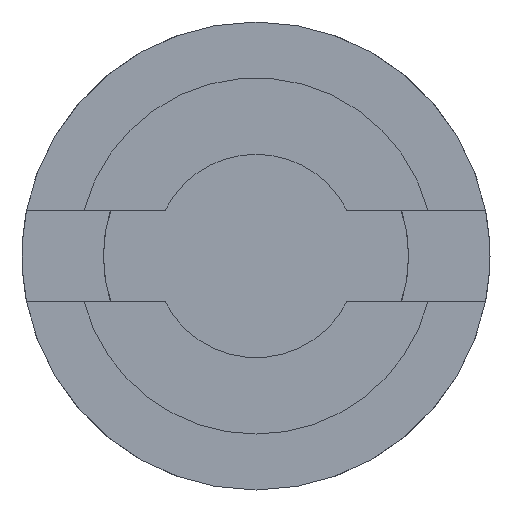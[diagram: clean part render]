
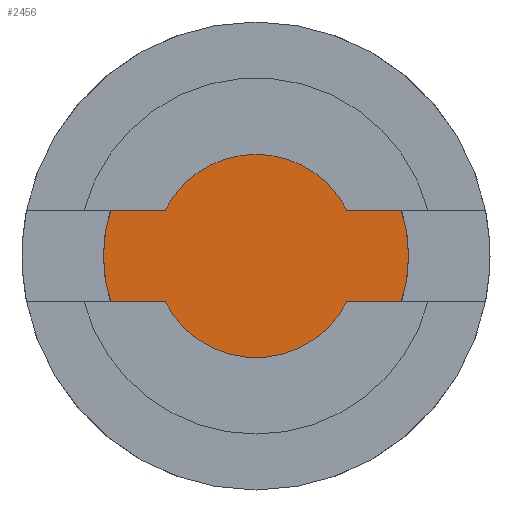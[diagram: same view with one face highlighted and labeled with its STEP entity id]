
A CAD part, front view. The second image highlights one B-rep face of the part: STEP entity #2456.
In plain terms, the highlighted planar face has unit normal (0, -1, 0).
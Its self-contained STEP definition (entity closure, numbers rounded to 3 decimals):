
#112 = CARTESIAN_POINT ( 'NONE',  ( 0., 13.5, 0. ) ) ;
#458 = PLANE ( 'NONE',  #3458 ) ;
#804 = EDGE_LOOP ( 'NONE', ( #1847, #4403 ) ) ;
#1093 = AXIS2_PLACEMENT_3D ( 'NONE', #3298, #4041, #1882 ) ;
#1604 = CIRCLE ( 'NONE', #1093, 1.5 ) ;
#1847 = ORIENTED_EDGE ( 'NONE', *, *, #1991, .T. ) ;
#1882 = DIRECTION ( 'NONE',  ( 0., 0., -1. ) ) ;
#1991 = EDGE_CURVE ( 'NONE', #4165, #3042, #1604, .T. ) ;
#2262 = CIRCLE ( 'NONE', #3134, 1.5 ) ;
#2265 = DIRECTION ( 'NONE',  ( 0., -1., 0. ) ) ;
#2456 = ADVANCED_FACE ( 'NONE', ( #4371 ), #458, .T. ) ;
#3012 = EDGE_CURVE ( 'NONE', #3042, #4165, #2262, .T. ) ;
#3042 = VERTEX_POINT ( 'NONE', #4433 ) ;
#3134 = AXIS2_PLACEMENT_3D ( 'NONE', #112, #2265, #4027 ) ;
#3298 = CARTESIAN_POINT ( 'NONE',  ( 0., 13.5, 0. ) ) ;
#3321 = DIRECTION ( 'NONE',  ( 0., 0., -1. ) ) ;
#3333 = CARTESIAN_POINT ( 'NONE',  ( 0., 13.5, 0. ) ) ;
#3458 = AXIS2_PLACEMENT_3D ( 'NONE', #3333, #4453, #3321 ) ;
#4027 = DIRECTION ( 'NONE',  ( 0., 0., -1. ) ) ;
#4041 = DIRECTION ( 'NONE',  ( 0., -1., 0. ) ) ;
#4096 = CARTESIAN_POINT ( 'NONE',  ( 0., 13.5, -1.5 ) ) ;
#4165 = VERTEX_POINT ( 'NONE', #4096 ) ;
#4371 = FACE_OUTER_BOUND ( 'NONE', #804, .T. ) ;
#4403 = ORIENTED_EDGE ( 'NONE', *, *, #3012, .T. ) ;
#4433 = CARTESIAN_POINT ( 'NONE',  ( 0., 13.5, 1.5 ) ) ;
#4453 = DIRECTION ( 'NONE',  ( 0., -1., 0. ) ) ;
